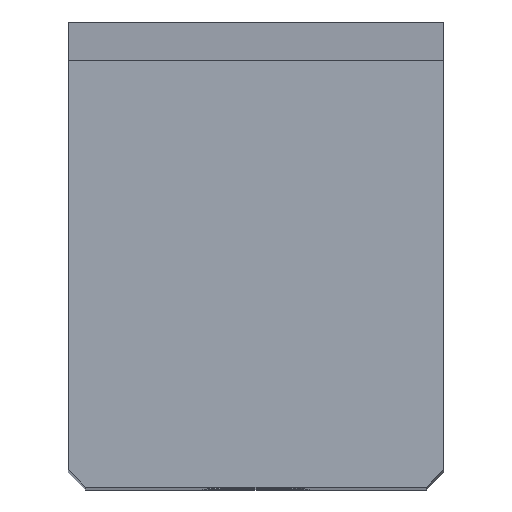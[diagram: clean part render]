
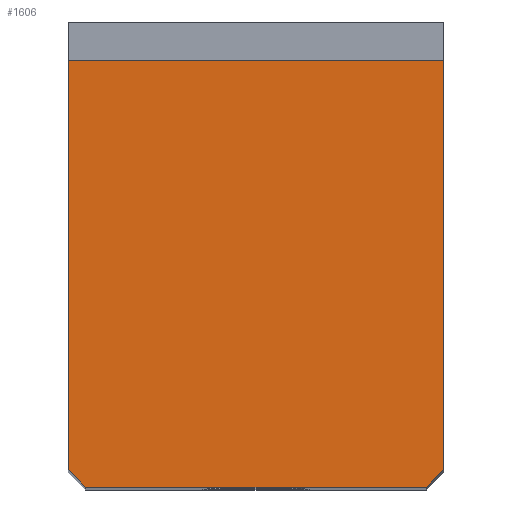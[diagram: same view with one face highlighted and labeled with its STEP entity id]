
A CAD part, top view. The second image highlights one B-rep face of the part: STEP entity #1606.
In plain terms, the highlighted planar face has unit normal (0, 0, 1).
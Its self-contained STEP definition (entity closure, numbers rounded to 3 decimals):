
#65 = CARTESIAN_POINT ( 'NONE',  ( -10.5, 1., 44.5 ) ) ;
#93 = VERTEX_POINT ( 'NONE', #185 ) ;
#94 = LINE ( 'NONE', #356, #988 ) ;
#101 = VERTEX_POINT ( 'NONE', #65 ) ;
#109 = VECTOR ( 'NONE', #1313, 1000. ) ;
#158 = EDGE_CURVE ( 'NONE', #101, #93, #1624, .T. ) ;
#161 = CARTESIAN_POINT ( 'NONE',  ( 10.5, 1., 44.5 ) ) ;
#185 = CARTESIAN_POINT ( 'NONE',  ( -9.5, 0., 44.5 ) ) ;
#268 = EDGE_CURVE ( 'NONE', #1435, #101, #1449, .T. ) ;
#275 = ORIENTED_EDGE ( 'NONE', *, *, #158, .T. ) ;
#301 = LINE ( 'NONE', #1070, #547 ) ;
#306 = CARTESIAN_POINT ( 'NONE',  ( -10.5, 23.856, 44.5 ) ) ;
#329 = LINE ( 'NONE', #306, #1590 ) ;
#355 = ORIENTED_EDGE ( 'NONE', *, *, #268, .T. ) ;
#356 = CARTESIAN_POINT ( 'NONE',  ( -9.5, 0., 44.5 ) ) ;
#387 = PLANE ( 'NONE',  #400 ) ;
#400 = AXIS2_PLACEMENT_3D ( 'NONE', #517, #1302, #417 ) ;
#407 = CARTESIAN_POINT ( 'NONE',  ( 9.5, 0., 44.5 ) ) ;
#417 = DIRECTION ( 'NONE',  ( 1., 0., 0. ) ) ;
#455 = CARTESIAN_POINT ( 'NONE',  ( -10.5, 1., 44.5 ) ) ;
#460 = DIRECTION ( 'NONE',  ( 1., 0., 0. ) ) ;
#517 = CARTESIAN_POINT ( 'NONE',  ( 0., -9.5, 44.5 ) ) ;
#538 = VECTOR ( 'NONE', #1080, 1000. ) ;
#547 = VECTOR ( 'NONE', #1352, 1000. ) ;
#578 = EDGE_CURVE ( 'NONE', #1645, #946, #301, .T. ) ;
#606 = VECTOR ( 'NONE', #1514, 1000. ) ;
#716 = ORIENTED_EDGE ( 'NONE', *, *, #1052, .T. ) ;
#740 = EDGE_LOOP ( 'NONE', ( #1019, #716, #355, #275, #869, #955 ) ) ;
#837 = DIRECTION ( 'NONE',  ( -1., 0., 0. ) ) ;
#869 = ORIENTED_EDGE ( 'NONE', *, *, #1179, .T. ) ;
#946 = VERTEX_POINT ( 'NONE', #161 ) ;
#955 = ORIENTED_EDGE ( 'NONE', *, *, #578, .T. ) ;
#988 = VECTOR ( 'NONE', #460, 1000. ) ;
#1019 = ORIENTED_EDGE ( 'NONE', *, *, #1157, .T. ) ;
#1028 = CARTESIAN_POINT ( 'NONE',  ( -10.5, 26., 44.5 ) ) ;
#1052 = EDGE_CURVE ( 'NONE', #1443, #1435, #329, .T. ) ;
#1070 = CARTESIAN_POINT ( 'NONE',  ( 9.5, 0., 44.5 ) ) ;
#1080 = DIRECTION ( 'NONE',  ( 0.707, -0.707, 0. ) ) ;
#1130 = CARTESIAN_POINT ( 'NONE',  ( 10.5, 23.856, 44.5 ) ) ;
#1157 = EDGE_CURVE ( 'NONE', #946, #1443, #1637, .T. ) ;
#1179 = EDGE_CURVE ( 'NONE', #93, #1645, #94, .T. ) ;
#1302 = DIRECTION ( 'NONE',  ( 0., 0., 1. ) ) ;
#1313 = DIRECTION ( 'NONE',  ( 0., -1., 0. ) ) ;
#1352 = DIRECTION ( 'NONE',  ( 0.707, 0.707, 0. ) ) ;
#1381 = CARTESIAN_POINT ( 'NONE',  ( 10.5, 26., 44.5 ) ) ;
#1413 = CARTESIAN_POINT ( 'NONE',  ( -10.5, 23.856, 44.5 ) ) ;
#1435 = VERTEX_POINT ( 'NONE', #1413 ) ;
#1443 = VERTEX_POINT ( 'NONE', #1130 ) ;
#1449 = LINE ( 'NONE', #1028, #109 ) ;
#1514 = DIRECTION ( 'NONE',  ( 0., 1., 0. ) ) ;
#1548 = FACE_OUTER_BOUND ( 'NONE', #740, .T. ) ;
#1590 = VECTOR ( 'NONE', #837, 1000. ) ;
#1606 = ADVANCED_FACE ( 'NONE', ( #1548 ), #387, .T. ) ;
#1624 = LINE ( 'NONE', #455, #538 ) ;
#1637 = LINE ( 'NONE', #1381, #606 ) ;
#1645 = VERTEX_POINT ( 'NONE', #407 ) ;
